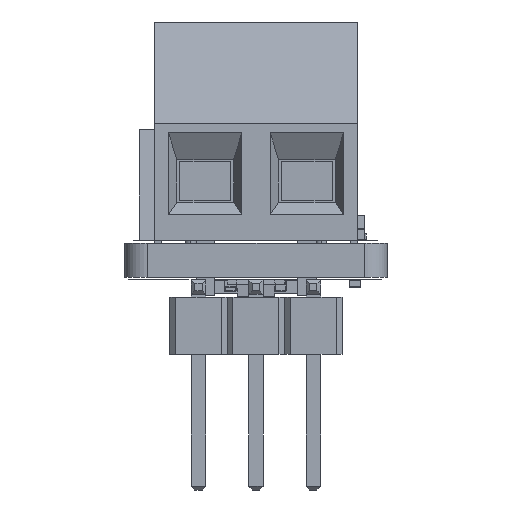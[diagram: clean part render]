
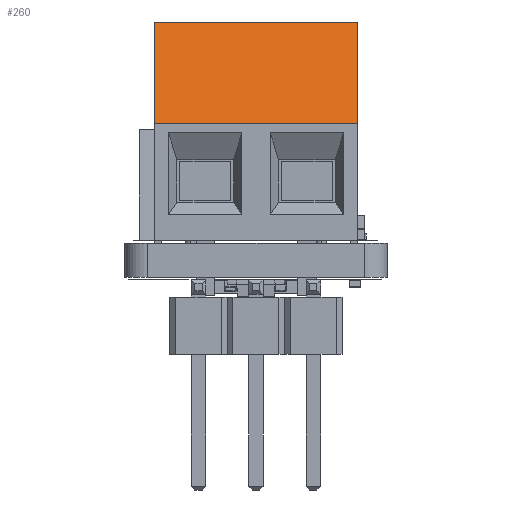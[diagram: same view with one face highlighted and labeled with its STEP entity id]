
A CAD part, left-side view. The second image highlights one B-rep face of the part: STEP entity #260.
In plain terms, the highlighted free-form (B-spline) face has degree [1, 1] with [2, 2] control points.
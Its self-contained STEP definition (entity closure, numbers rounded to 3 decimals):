
#179 = EDGE_CURVE('',#180,#182,#184,.T.);
#180 = VERTEX_POINT('',#181);
#181 = CARTESIAN_POINT('',(-2.25,-2.34,9.66));
#182 = VERTEX_POINT('',#183);
#183 = CARTESIAN_POINT('',(-2.25,-3.69,5.18));
#184 = B_SPLINE_CURVE_WITH_KNOTS('',1,(#185,#186),.UNSPECIFIED.,.F.,.F.,
  (2,2),(0.,6.573),.PIECEWISE_BEZIER_KNOTS.);
#185 = CARTESIAN_POINT('',(-2.25,-2.34,9.66));
#186 = CARTESIAN_POINT('',(-2.25,-3.69,5.18));
#260 = ADVANCED_FACE('',(#261),#283,.F.);
#261 = FACE_BOUND('',#262,.F.);
#262 = EDGE_LOOP('',(#263,#270,#277,#282));
#263 = ORIENTED_EDGE('',*,*,#264,.T.);
#264 = EDGE_CURVE('',#180,#265,#267,.T.);
#265 = VERTEX_POINT('',#266);
#266 = CARTESIAN_POINT('',(6.75,-2.34,9.66));
#267 = B_SPLINE_CURVE_WITH_KNOTS('',1,(#268,#269),.UNSPECIFIED.,.F.,.F.,
  (2,2),(0.,10.),.PIECEWISE_BEZIER_KNOTS.);
#268 = CARTESIAN_POINT('',(-2.25,-2.34,9.66));
#269 = CARTESIAN_POINT('',(6.75,-2.34,9.66));
#270 = ORIENTED_EDGE('',*,*,#271,.T.);
#271 = EDGE_CURVE('',#265,#272,#274,.T.);
#272 = VERTEX_POINT('',#273);
#273 = CARTESIAN_POINT('',(6.75,-3.69,5.18));
#274 = B_SPLINE_CURVE_WITH_KNOTS('',1,(#275,#276),.UNSPECIFIED.,.F.,.F.,
  (2,2),(0.,6.573),.PIECEWISE_BEZIER_KNOTS.);
#275 = CARTESIAN_POINT('',(6.75,-2.34,9.66));
#276 = CARTESIAN_POINT('',(6.75,-3.69,5.18));
#277 = ORIENTED_EDGE('',*,*,#278,.F.);
#278 = EDGE_CURVE('',#182,#272,#279,.T.);
#279 = B_SPLINE_CURVE_WITH_KNOTS('',1,(#280,#281),.UNSPECIFIED.,.F.,.F.,
  (2,2),(0.,10.),.PIECEWISE_BEZIER_KNOTS.);
#280 = CARTESIAN_POINT('',(-2.25,-3.69,5.18));
#281 = CARTESIAN_POINT('',(6.75,-3.69,5.18));
#282 = ORIENTED_EDGE('',*,*,#179,.F.);
#283 = B_SPLINE_SURFACE_WITH_KNOTS('',1,1,(
    (#284,#285)
    ,(#286,#287
    )),.UNSPECIFIED.,.F.,.F.,.F.,(2,2),(2,2),(0.,6.573),(-10.,
    0.),.PIECEWISE_BEZIER_KNOTS.);
#284 = CARTESIAN_POINT('',(6.75,-2.34,9.66));
#285 = CARTESIAN_POINT('',(-2.25,-2.34,9.66));
#286 = CARTESIAN_POINT('',(6.75,-3.69,5.18));
#287 = CARTESIAN_POINT('',(-2.25,-3.69,5.18));
